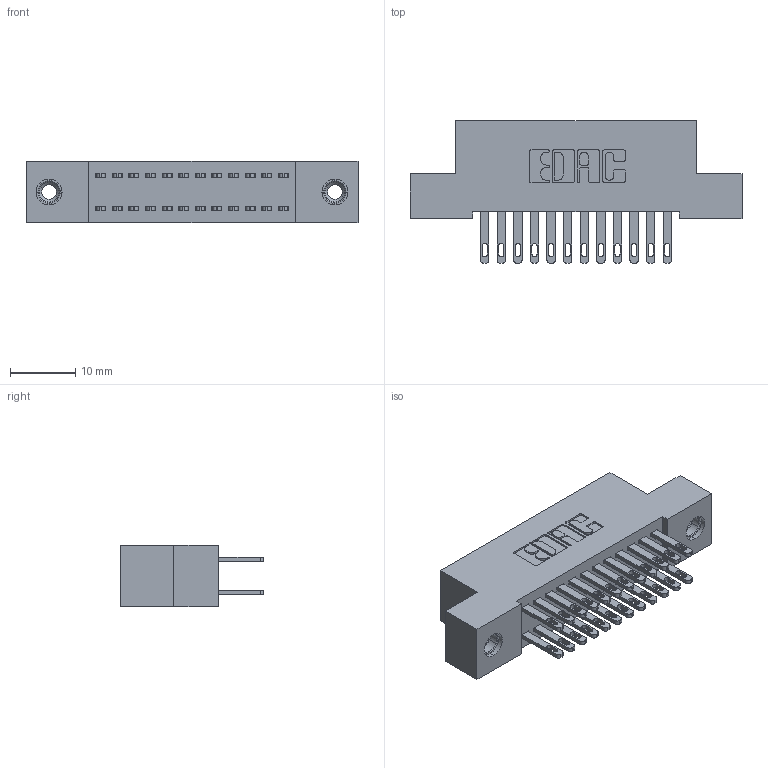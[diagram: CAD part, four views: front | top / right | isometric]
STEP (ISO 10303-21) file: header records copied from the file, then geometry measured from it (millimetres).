
FILE_DESCRIPTION (( 'STEP AP203' ), '1' );
FILE_NAME ('892-024-500-208.STEP', '2020-09-21T14:28:01', ( '' ), ( '' ), 'SwSTEP 2.0', 'SolidWorks 2020', '' );
FILE_SCHEMA (( 'CONFIG_CONTROL_DESIGN' ));
Length unit declared in the file: inch
Products named in the file (4): 892-024-500-208; 345-250-001_345-250-003-102; 345-292-001_345-293-100; 842 Part_TI
Assembly tree (27 placements, depth 2):
  892-024-500-208
    842 Part_TI
    345-292-001_345-293-100  x24
    345-250-001_345-250-003-102  x2
Bounding box: 50.8 x 21.85 x 9.4 mm (x, y, z)
Volume: 4490 mm3; surface area: 6809.5 mm2
Topology: 27 solids, 27 shells, 1322 faces, 3963 edges, 2634 vertices
Faces by surface type: plane 818, cylinder 488, cone 12, torus 4
Entity records: 12584 total; most frequent: CARTESIAN_POINT 2101, ORIENTED_EDGE 2030, DIRECTION 1881, EDGE_CURVE 1015, VECTOR 863, LINE 863, VERTEX_POINT 672, AXIS2_PLACEMENT_3D 509
